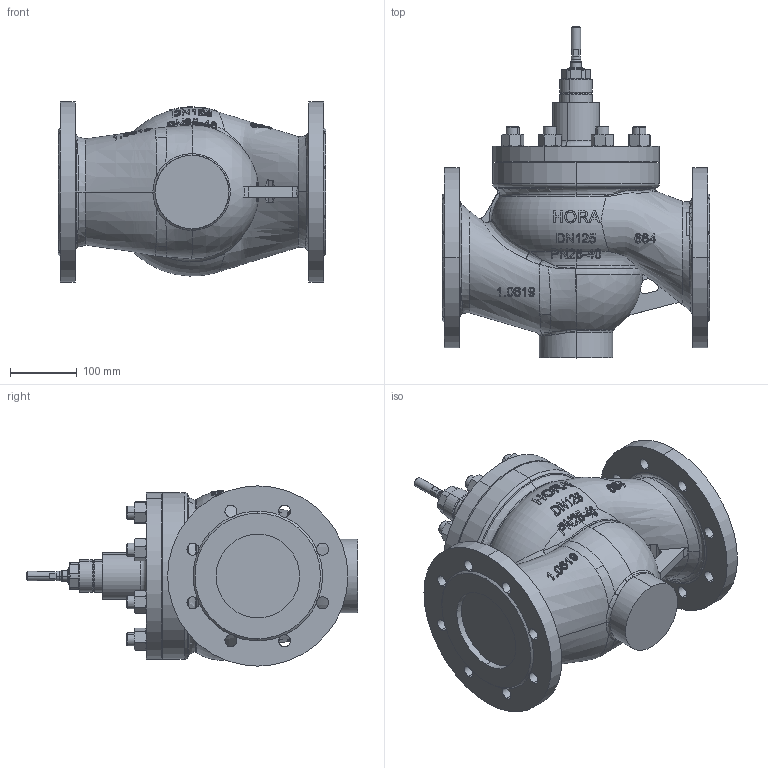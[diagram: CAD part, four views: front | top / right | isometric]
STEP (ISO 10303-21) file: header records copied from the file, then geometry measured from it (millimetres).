
FILE_DESCRIPTION (( 'STEP AP203' ), '1' );
FILE_NAME ('BR240S DN125 XXX PN25-40 for MC_STEP (Defeature).STEP', '2015-03-11T10:02:04', ( 'HORA' ), ( 'Holter Regelamaturen GmbH & Co. KG' ), 'SwSTEP 2.0', 'SolidWorks 2014', '' );
FILE_SCHEMA (( 'CONFIG_CONTROL_DESIGN' ));
Products named in the file (1): BR240S DN125 XXX PN25-40 for MC_STEP (Defeature)
Bounding box: 400 x 497 x 270 mm (x, y, z)
Volume: 17064106.9 mm3; surface area: 684835 mm2
Topology: 1 solids, 1 shells, 832 faces, 2164 edges, 1389 vertices
Faces by surface type: plane 270, bspline 205, cone 136, cylinder 130, torus 88, sphere 3
Entity records: 185911 total; most frequent: CARTESIAN_POINT 167245, ORIENTED_EDGE 4328, DIRECTION 3163, EDGE_CURVE 2164, VERTEX_POINT 1389, AXIS2_PLACEMENT_3D 1307, EDGE_LOOP 937, B_SPLINE_CURVE_WITH_KNOTS 936
